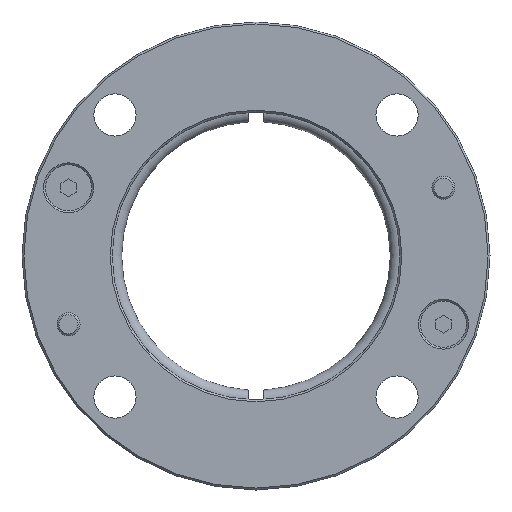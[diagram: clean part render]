
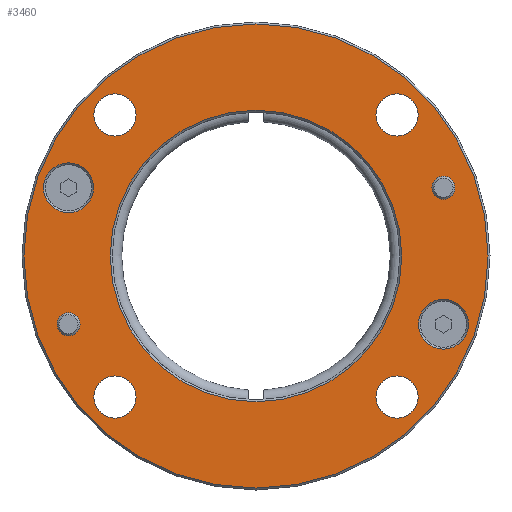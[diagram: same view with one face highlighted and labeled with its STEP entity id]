
A CAD part, front view. The second image highlights one B-rep face of the part: STEP entity #3460.
In plain terms, the highlighted face is planar.
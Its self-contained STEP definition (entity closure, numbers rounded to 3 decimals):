
#242=FACE_BOUND('',#566,.T.);
#243=FACE_BOUND('',#567,.T.);
#244=FACE_BOUND('',#568,.T.);
#245=FACE_BOUND('',#569,.T.);
#246=FACE_BOUND('',#570,.T.);
#247=FACE_BOUND('',#571,.T.);
#248=FACE_BOUND('',#572,.T.);
#249=FACE_BOUND('',#573,.T.);
#250=FACE_BOUND('',#574,.T.);
#277=PLANE('',#3696);
#379=FACE_OUTER_BOUND('',#565,.T.);
#565=EDGE_LOOP('',(#2294));
#566=EDGE_LOOP('',(#2295));
#567=EDGE_LOOP('',(#2296));
#568=EDGE_LOOP('',(#2297));
#569=EDGE_LOOP('',(#2298));
#570=EDGE_LOOP('',(#2299));
#571=EDGE_LOOP('',(#2300));
#572=EDGE_LOOP('',(#2301));
#573=EDGE_LOOP('',(#2302));
#574=EDGE_LOOP('',(#2303));
#1421=CIRCLE('',#3694,6.5);
#1423=CIRCLE('',#3697,60.5);
#1424=CIRCLE('',#3698,6.5);
#1425=CIRCLE('',#3699,3.);
#1426=CIRCLE('',#3700,3.);
#1427=CIRCLE('',#3701,5.5);
#1428=CIRCLE('',#3702,5.5);
#1429=CIRCLE('',#3703,5.5);
#1430=CIRCLE('',#3704,5.5);
#1431=CIRCLE('',#3705,38.);
#1471=VERTEX_POINT('',#4567);
#1473=VERTEX_POINT('',#4573);
#1474=VERTEX_POINT('',#4575);
#1475=VERTEX_POINT('',#4577);
#1476=VERTEX_POINT('',#4579);
#1477=VERTEX_POINT('',#4581);
#1478=VERTEX_POINT('',#4583);
#1479=VERTEX_POINT('',#4585);
#1480=VERTEX_POINT('',#4587);
#1481=VERTEX_POINT('',#4589);
#1798=EDGE_CURVE('',#1471,#1471,#1421,.T.);
#1801=EDGE_CURVE('',#1473,#1473,#1423,.T.);
#1802=EDGE_CURVE('',#1474,#1474,#1424,.T.);
#1803=EDGE_CURVE('',#1475,#1475,#1425,.T.);
#1804=EDGE_CURVE('',#1476,#1476,#1426,.T.);
#1805=EDGE_CURVE('',#1477,#1477,#1427,.T.);
#1806=EDGE_CURVE('',#1478,#1478,#1428,.T.);
#1807=EDGE_CURVE('',#1479,#1479,#1429,.T.);
#1808=EDGE_CURVE('',#1480,#1480,#1430,.T.);
#1809=EDGE_CURVE('',#1481,#1481,#1431,.T.);
#2294=ORIENTED_EDGE('',*,*,#1801,.F.);
#2295=ORIENTED_EDGE('',*,*,#1802,.F.);
#2296=ORIENTED_EDGE('',*,*,#1803,.T.);
#2297=ORIENTED_EDGE('',*,*,#1804,.T.);
#2298=ORIENTED_EDGE('',*,*,#1805,.T.);
#2299=ORIENTED_EDGE('',*,*,#1806,.T.);
#2300=ORIENTED_EDGE('',*,*,#1807,.T.);
#2301=ORIENTED_EDGE('',*,*,#1808,.T.);
#2302=ORIENTED_EDGE('',*,*,#1809,.F.);
#2303=ORIENTED_EDGE('',*,*,#1798,.F.);
#3460=ADVANCED_FACE('',(#379,#242,#243,#244,#245,#246,#247,#248,#249,#250),
#277,.T.);
#3694=AXIS2_PLACEMENT_3D('',#4568,#3882,#3883);
#3696=AXIS2_PLACEMENT_3D('',#4572,#3887,#3888);
#3697=AXIS2_PLACEMENT_3D('',#4574,#3889,#3890);
#3698=AXIS2_PLACEMENT_3D('',#4576,#3891,#3892);
#3699=AXIS2_PLACEMENT_3D('',#4578,#3893,#3894);
#3700=AXIS2_PLACEMENT_3D('',#4580,#3895,#3896);
#3701=AXIS2_PLACEMENT_3D('',#4582,#3897,#3898);
#3702=AXIS2_PLACEMENT_3D('',#4584,#3899,#3900);
#3703=AXIS2_PLACEMENT_3D('',#4586,#3901,#3902);
#3704=AXIS2_PLACEMENT_3D('',#4588,#3903,#3904);
#3705=AXIS2_PLACEMENT_3D('',#4590,#3905,#3906);
#3882=DIRECTION('center_axis',(0.,1.,0.));
#3883=DIRECTION('ref_axis',(1.,0.,0.));
#3887=DIRECTION('center_axis',(0.,1.,0.));
#3888=DIRECTION('ref_axis',(0.,0.,1.));
#3889=DIRECTION('center_axis',(0.,-1.,0.));
#3890=DIRECTION('ref_axis',(1.,0.,0.));
#3891=DIRECTION('center_axis',(0.,1.,0.));
#3892=DIRECTION('ref_axis',(1.,0.,0.));
#3893=DIRECTION('center_axis',(0.,-1.,0.));
#3894=DIRECTION('ref_axis',(1.,0.,0.));
#3895=DIRECTION('center_axis',(0.,-1.,0.));
#3896=DIRECTION('ref_axis',(1.,0.,0.));
#3897=DIRECTION('center_axis',(0.,-1.,0.));
#3898=DIRECTION('ref_axis',(-1.,0.,0.));
#3899=DIRECTION('center_axis',(0.,-1.,0.));
#3900=DIRECTION('ref_axis',(-1.,0.,0.));
#3901=DIRECTION('center_axis',(0.,-1.,0.));
#3902=DIRECTION('ref_axis',(-1.,0.,0.));
#3903=DIRECTION('center_axis',(0.,-1.,0.));
#3904=DIRECTION('ref_axis',(-1.,0.,0.));
#3905=DIRECTION('center_axis',(0.,1.,0.));
#3906=DIRECTION('ref_axis',(1.,0.,0.));
#4567=CARTESIAN_POINT('',(42.364,9.,17.785));
#4568=CARTESIAN_POINT('Origin',(48.864,9.,17.785));
#4572=CARTESIAN_POINT('Origin',(-49.25,9.,0.));
#4573=CARTESIAN_POINT('',(-60.5,9.,0.));
#4574=CARTESIAN_POINT('Origin',(0.,9.,0.));
#4575=CARTESIAN_POINT('',(-55.364,9.,-17.785));
#4576=CARTESIAN_POINT('Origin',(-48.864,9.,-17.785));
#4577=CARTESIAN_POINT('',(45.864,9.,-17.785));
#4578=CARTESIAN_POINT('Origin',(48.864,9.,-17.785));
#4579=CARTESIAN_POINT('',(-51.864,9.,17.785));
#4580=CARTESIAN_POINT('Origin',(-48.864,9.,17.785));
#4581=CARTESIAN_POINT('',(-31.27,9.,-36.77));
#4582=CARTESIAN_POINT('Origin',(-36.77,9.,-36.77));
#4583=CARTESIAN_POINT('',(42.27,9.,-36.77));
#4584=CARTESIAN_POINT('Origin',(36.77,9.,-36.77));
#4585=CARTESIAN_POINT('',(-31.27,9.,36.77));
#4586=CARTESIAN_POINT('Origin',(-36.77,9.,36.77));
#4587=CARTESIAN_POINT('',(42.27,9.,36.77));
#4588=CARTESIAN_POINT('Origin',(36.77,9.,36.77));
#4589=CARTESIAN_POINT('',(-38.,9.,0.));
#4590=CARTESIAN_POINT('Origin',(0.,9.,0.));
